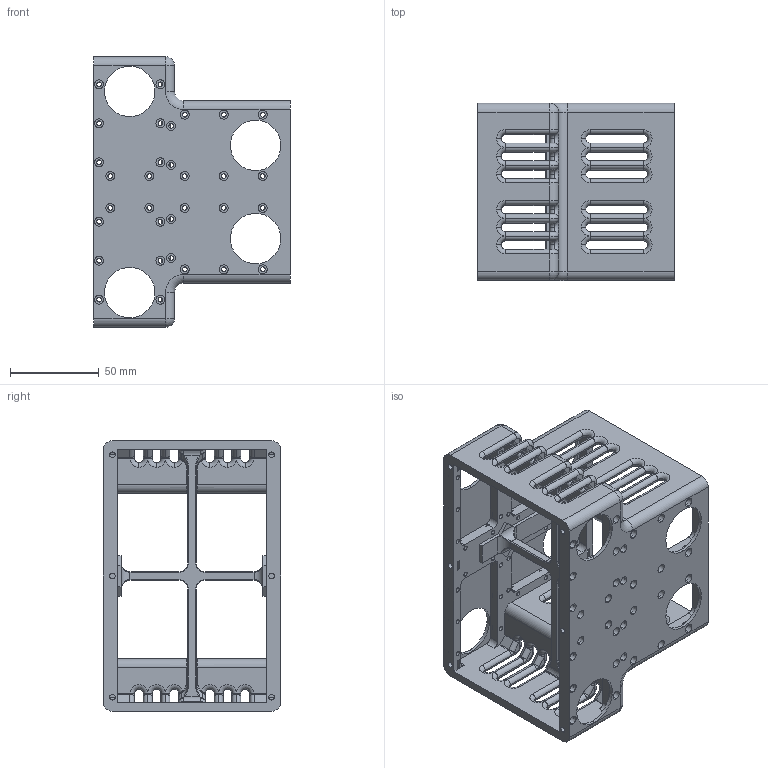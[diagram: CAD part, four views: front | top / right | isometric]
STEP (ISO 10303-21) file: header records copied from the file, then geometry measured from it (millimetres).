
FILE_DESCRIPTION (( 'STEP AP214' ), '1' );
FILE_NAME ('KneeCage.STEP', '2017-04-13T13:00:43', ( '' ), ( '' ), 'SwSTEP 2.0', 'SolidWorks 2016', '' );
FILE_SCHEMA (( 'AUTOMOTIVE_DESIGN' ));
Length unit declared in the file: millimetre
Products named in the file (2): KneeCage
Bounding box: 110.9 x 100 x 152.6 mm (x, y, z)
Volume: 209219.7 mm3; surface area: 112201.5 mm2
Topology: 1 solids, 1 shells, 1125 faces, 2817 edges, 1722 vertices
Faces by surface type: cylinder 597, plane 252, torus 232, bspline 40, sphere 4
Entity records: 35354 total; most frequent: CARTESIAN_POINT 7202, DIRECTION 6433, ORIENTED_EDGE 5618, EDGE_CURVE 2809, AXIS2_PLACEMENT_3D 2669, VERTEX_POINT 1722, CIRCLE 1582, EDGE_LOOP 1393
